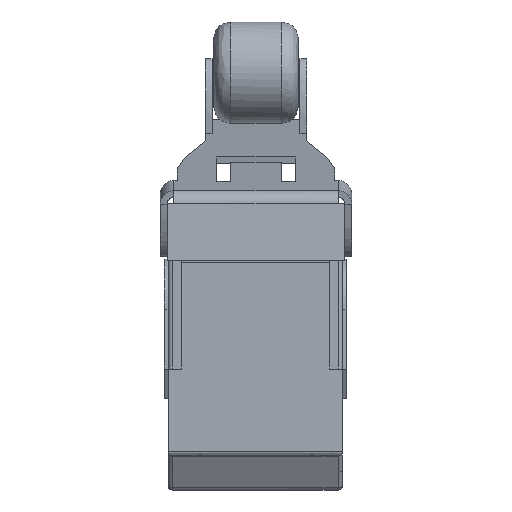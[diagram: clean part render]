
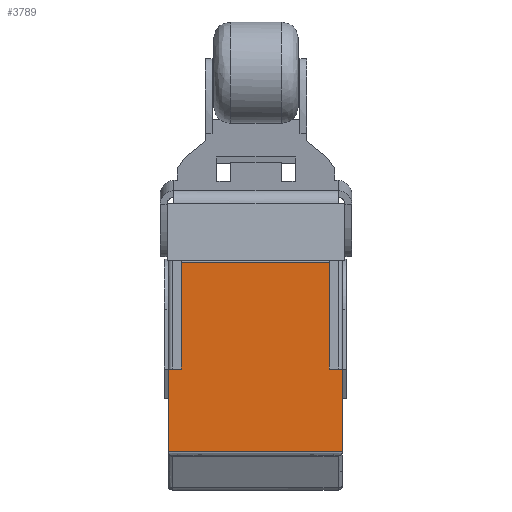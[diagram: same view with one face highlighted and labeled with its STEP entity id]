
A CAD part, left-side view. The second image highlights one B-rep face of the part: STEP entity #3789.
In plain terms, the highlighted free-form (B-spline) face has degree [1, 1] with [2, 2] control points.
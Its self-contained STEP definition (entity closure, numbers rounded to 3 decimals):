
#1027 = VERTEX_POINT('',#1028);
#1028 = CARTESIAN_POINT('',(-27.699,10.412,
    0.505));
#1033 = EDGE_CURVE('',#1027,#1034,#1036,.T.);
#1034 = VERTEX_POINT('',#1035);
#1035 = CARTESIAN_POINT('',(-27.699,10.412,
    10.412));
#1036 = B_SPLINE_CURVE_WITH_KNOTS('',1,(#1037,#1038),.UNSPECIFIED.,.F.,
  .F.,(2,2),(0.5,10.3),.PIECEWISE_BEZIER_KNOTS.);
#1037 = CARTESIAN_POINT('',(-27.699,10.412,
    0.505));
#1038 = CARTESIAN_POINT('',(-27.699,10.412,
    10.412));
#1490 = VERTEX_POINT('',#1491);
#1491 = CARTESIAN_POINT('',(-27.699,-10.412,
    10.412));
#1496 = EDGE_CURVE('',#1497,#1490,#1499,.T.);
#1497 = VERTEX_POINT('',#1498);
#1498 = CARTESIAN_POINT('',(-27.699,-10.412,
    0.505));
#1499 = B_SPLINE_CURVE_WITH_KNOTS('',1,(#1500,#1501),.UNSPECIFIED.,.F.,
  .F.,(2,2),(0.5,10.3),.PIECEWISE_BEZIER_KNOTS.);
#1500 = CARTESIAN_POINT('',(-27.699,-10.412,
    0.505));
#1501 = CARTESIAN_POINT('',(-27.699,-10.412,
    10.412));
#1562 = VERTEX_POINT('',#1563);
#1563 = CARTESIAN_POINT('',(-27.699,-8.846,
    10.412));
#1568 = EDGE_CURVE('',#1562,#1490,#1569,.T.);
#1569 = B_SPLINE_CURVE_WITH_KNOTS('',1,(#1570,#1571),.UNSPECIFIED.,.F.,
  .F.,(2,2),(19.05,20.6),.PIECEWISE_BEZIER_KNOTS.);
#1570 = CARTESIAN_POINT('',(-27.699,-8.846,
    10.412));
#1571 = CARTESIAN_POINT('',(-27.699,-10.412,
    10.412));
#3732 = EDGE_CURVE('',#1497,#1027,#3733,.T.);
#3733 = B_SPLINE_CURVE_WITH_KNOTS('',1,(#3734,#3735),.UNSPECIFIED.,.F.,
  .F.,(2,2),(-15.45,5.15),.PIECEWISE_BEZIER_KNOTS.);
#3734 = CARTESIAN_POINT('',(-27.699,-10.412,
    0.505));
#3735 = CARTESIAN_POINT('',(-27.699,10.412,
    0.505));
#3789 = ADVANCED_FACE('',(#3790),#3822,.T.);
#3790 = FACE_BOUND('',#3791,.T.);
#3791 = EDGE_LOOP('',(#3792,#3793,#3794,#3795,#3802,#3809,#3816,#3821));
#3792 = ORIENTED_EDGE('',*,*,#3732,.F.);
#3793 = ORIENTED_EDGE('',*,*,#1496,.T.);
#3794 = ORIENTED_EDGE('',*,*,#1568,.F.);
#3795 = ORIENTED_EDGE('',*,*,#3796,.T.);
#3796 = EDGE_CURVE('',#1562,#3797,#3799,.T.);
#3797 = VERTEX_POINT('',#3798);
#3798 = CARTESIAN_POINT('',(-27.699,-8.846,
    23.15));
#3799 = B_SPLINE_CURVE_WITH_KNOTS('',1,(#3800,#3801),.UNSPECIFIED.,.F.,
  .F.,(2,2),(0.,12.6),.PIECEWISE_BEZIER_KNOTS.);
#3800 = CARTESIAN_POINT('',(-27.699,-8.846,
    10.412));
#3801 = CARTESIAN_POINT('',(-27.699,-8.846,
    23.15));
#3802 = ORIENTED_EDGE('',*,*,#3803,.F.);
#3803 = EDGE_CURVE('',#3804,#3797,#3806,.T.);
#3804 = VERTEX_POINT('',#3805);
#3805 = CARTESIAN_POINT('',(-27.699,8.846,
    23.15));
#3806 = B_SPLINE_CURVE_WITH_KNOTS('',1,(#3807,#3808),.UNSPECIFIED.,.F.,
  .F.,(2,2),(-7.975,9.525),.PIECEWISE_BEZIER_KNOTS.);
#3807 = CARTESIAN_POINT('',(-27.699,8.846,
    23.15));
#3808 = CARTESIAN_POINT('',(-27.699,-8.846,
    23.15));
#3809 = ORIENTED_EDGE('',*,*,#3810,.T.);
#3810 = EDGE_CURVE('',#3804,#3811,#3813,.T.);
#3811 = VERTEX_POINT('',#3812);
#3812 = CARTESIAN_POINT('',(-27.699,8.846,
    10.412));
#3813 = B_SPLINE_CURVE_WITH_KNOTS('',1,(#3814,#3815),.UNSPECIFIED.,.F.,
  .F.,(2,2),(1.2,13.8),.PIECEWISE_BEZIER_KNOTS.);
#3814 = CARTESIAN_POINT('',(-27.699,8.846,
    23.15));
#3815 = CARTESIAN_POINT('',(-27.699,8.846,
    10.412));
#3816 = ORIENTED_EDGE('',*,*,#3817,.F.);
#3817 = EDGE_CURVE('',#1034,#3811,#3818,.T.);
#3818 = B_SPLINE_CURVE_WITH_KNOTS('',1,(#3819,#3820),.UNSPECIFIED.,.F.,
  .F.,(2,2),(0.,1.55),.PIECEWISE_BEZIER_KNOTS.);
#3819 = CARTESIAN_POINT('',(-27.699,10.412,
    10.412));
#3820 = CARTESIAN_POINT('',(-27.699,8.846,
    10.412));
#3821 = ORIENTED_EDGE('',*,*,#1033,.F.);
#3822 = B_SPLINE_SURFACE_WITH_KNOTS('',1,1,(
    (#3823,#3824)
    ,(#3825,#3826
    )),.UNSPECIFIED.,.F.,.F.,.F.,(2,2),(2,2),(0.,20.6),(0.5,22.9),
  .PIECEWISE_BEZIER_KNOTS.);
#3823 = CARTESIAN_POINT('',(-27.699,10.412,
    0.505));
#3824 = CARTESIAN_POINT('',(-27.699,10.412,
    23.15));
#3825 = CARTESIAN_POINT('',(-27.699,-10.412,
    0.505));
#3826 = CARTESIAN_POINT('',(-27.699,-10.412,
    23.15));
